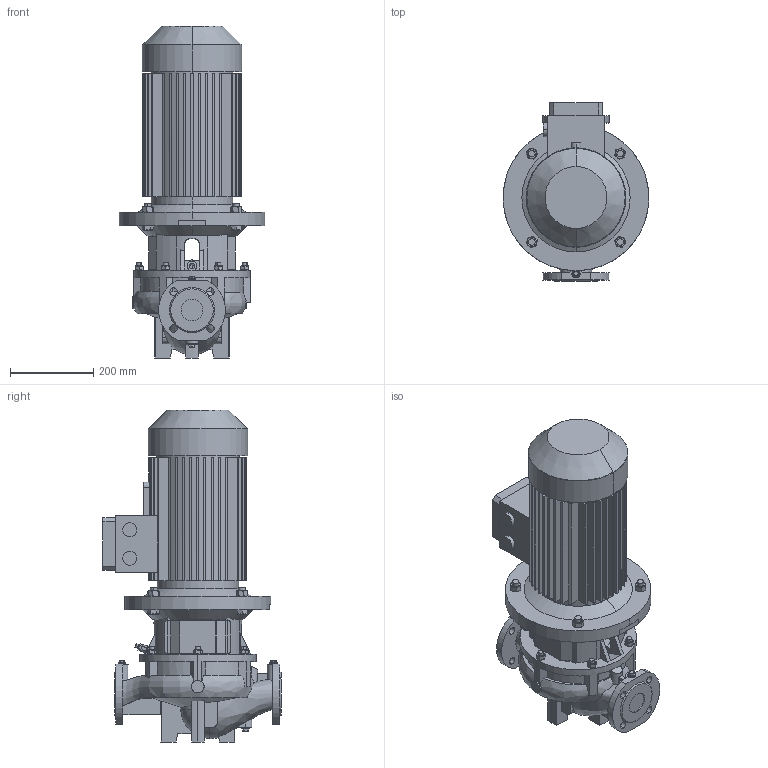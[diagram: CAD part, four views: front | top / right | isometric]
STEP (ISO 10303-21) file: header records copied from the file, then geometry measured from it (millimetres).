
FILE_DESCRIPTION (( 'STEP AP203' ), '1' );
FILE_NAME ('枅-313-000-313-008-01-13.step', '2025-02-11T17:05:45', ( 'adb' ), ( '' ), 'SwSTEP 2.0', 'SolidWorks 2016', '' );
FILE_SCHEMA (( 'CONFIG_CONTROL_DESIGN' ));
Length unit declared in the file: millimetre
Products named in the file (1): 枅-313-000-313-008-01-13
Bounding box: 350 x 428 x 797 mm (x, y, z)
Volume: 27375864 mm3; surface area: 1950909.4 mm2
Topology: 8 solids, 20 shells, 955 faces, 2494 edges, 1633 vertices
Faces by surface type: plane 510, cylinder 333, cone 97, bspline 12, sphere 3
Entity records: 35357 total; most frequent: CARTESIAN_POINT 11601, ORIENTED_EDGE 4984, DIRECTION 4901, EDGE_CURVE 2492, AXIS2_PLACEMENT_3D 1810, VERTEX_POINT 1633, VECTOR 1281, LINE 1281
